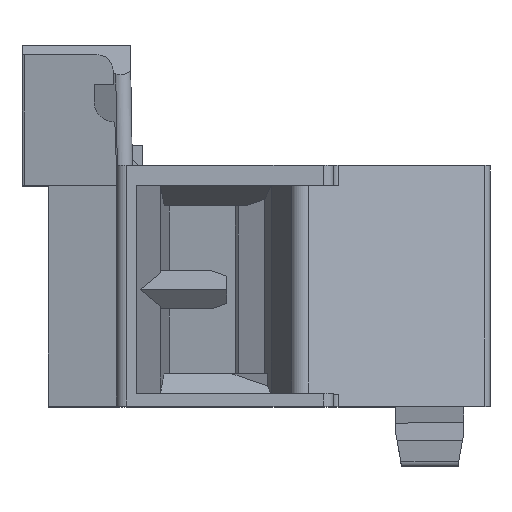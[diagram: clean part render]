
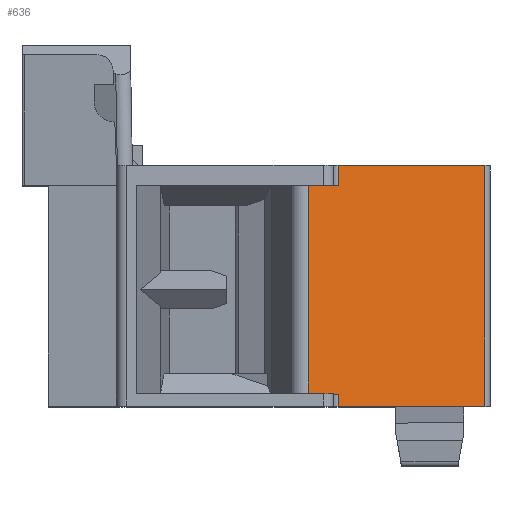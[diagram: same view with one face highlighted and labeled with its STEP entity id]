
A CAD part, top view. The second image highlights one B-rep face of the part: STEP entity #636.
In plain terms, the highlighted planar face has unit normal (0.5, 0, 0.866).
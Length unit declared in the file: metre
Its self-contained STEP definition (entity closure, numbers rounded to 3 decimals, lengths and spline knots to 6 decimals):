
#636 = ADVANCED_FACE( 'NONE', ( #1336 ), #1337, .F. );
#1336 = FACE_OUTER_BOUND( '', #2099, .T. );
#1337 = PLANE( '', #2100 );
#2099 = EDGE_LOOP( '', ( #4068, #4069, #4070, #4071, #4072, #4073, #4074, #4075 ) );
#2100 = AXIS2_PLACEMENT_3D( '', #4076, #4077, #4078 );
#4068 = ORIENTED_EDGE( '', *, *, #4926, .T. );
#4069 = ORIENTED_EDGE( '', *, *, #5564, .T. );
#4070 = ORIENTED_EDGE( '', *, *, #5235, .F. );
#4071 = ORIENTED_EDGE( '', *, *, #5487, .F. );
#4072 = ORIENTED_EDGE( '', *, *, #5392, .F. );
#4073 = ORIENTED_EDGE( '', *, *, #4789, .F. );
#4074 = ORIENTED_EDGE( '', *, *, #5208, .F. );
#4075 = ORIENTED_EDGE( '', *, *, #5427, .F. );
#4076 = CARTESIAN_POINT( '', ( 0.034921, -0.002485, 0.0096 ) );
#4077 = DIRECTION( '', ( -0.5, 0., -0.866 ) );
#4078 = DIRECTION( '', ( -0.866, 0., 0.5 ) );
#4789 = EDGE_CURVE( 'NONE', #5801, #5797, #5803, .T. );
#4926 = EDGE_CURVE( 'NONE', #6045, #6043, #6046, .T. );
#5208 = EDGE_CURVE( 'NONE', #6499, #5801, #6501, .T. );
#5235 = EDGE_CURVE( 'NONE', #6540, #6542, #6543, .T. );
#5392 = EDGE_CURVE( 'NONE', #5797, #6755, #6756, .T. );
#5427 = EDGE_CURVE( 'NONE', #6045, #6499, #6797, .T. );
#5487 = EDGE_CURVE( 'NONE', #6755, #6540, #6871, .T. );
#5564 = EDGE_CURVE( 'NONE', #6043, #6542, #6971, .T. );
#5797 = VERTEX_POINT( 'NONE', #7278 );
#5801 = VERTEX_POINT( 'NONE', #7283 );
#5803 = LINE( '', #7285, #7286 );
#6043 = VERTEX_POINT( 'NONE', #7662 );
#6045 = VERTEX_POINT( 'NONE', #7664 );
#6046 = LINE( '', #7665, #7666 );
#6499 = VERTEX_POINT( 'NONE', #8373 );
#6501 = LINE( '', #8375, #8376 );
#6540 = VERTEX_POINT( 'NONE', #8434 );
#6542 = VERTEX_POINT( 'NONE', #8436 );
#6543 = LINE( '', #8437, #8438 );
#6755 = VERTEX_POINT( 'NONE', #8764 );
#6756 = LINE( '', #8765, #8766 );
#6797 = LINE( '', #8837, #8838 );
#6871 = LINE( '', #8962, #8963 );
#6971 = LINE( '', #9115, #9116 );
#7278 = CARTESIAN_POINT( '', ( 0.027364, -0.011385, 0.013963 ) );
#7283 = CARTESIAN_POINT( '', ( 0.027364, -0.011985, 0.013963 ) );
#7285 = CARTESIAN_POINT( '', ( 0.027364, -0.002485, 0.013963 ) );
#7286 = VECTOR( '', #9345, 1. );
#7662 = CARTESIAN_POINT( '', ( 0.027364, 0.000015, 0.013963 ) );
#7664 = CARTESIAN_POINT( '', ( 0.034671, 0.000015, 0.009744 ) );
#7665 = CARTESIAN_POINT( '', ( 0.034921, 0.000015, 0.0096 ) );
#7666 = VECTOR( '', #9470, 1. );
#8373 = CARTESIAN_POINT( '', ( 0.034671, -0.011985, 0.009744 ) );
#8375 = CARTESIAN_POINT( '', ( 0.023923, -0.011985, 0.01595 ) );
#8376 = VECTOR( '', #9744, 1. );
#8434 = CARTESIAN_POINT( '', ( 0.025876, -0.000985, 0.014822 ) );
#8436 = CARTESIAN_POINT( '', ( 0.027364, -0.000985, 0.013963 ) );
#8437 = CARTESIAN_POINT( '', ( 0.023923, -0.000985, 0.01595 ) );
#8438 = VECTOR( '', #9776, 1. );
#8764 = CARTESIAN_POINT( '', ( 0.025876, -0.011385, 0.014822 ) );
#8765 = CARTESIAN_POINT( '', ( 0.02479, -0.011385, 0.015449 ) );
#8766 = VECTOR( '', #9914, 1. );
#8837 = CARTESIAN_POINT( '', ( 0.034671, -0.002485, 0.009744 ) );
#8838 = VECTOR( '', #9941, 1. );
#8962 = CARTESIAN_POINT( '', ( 0.025876, -0.002485, 0.014822 ) );
#8963 = VECTOR( '', #9982, 1. );
#9115 = CARTESIAN_POINT( '', ( 0.027364, -0.042361, 0.013963 ) );
#9116 = VECTOR( '', #10043, 1. );
#9345 = DIRECTION( '', ( 0., 1., 0. ) );
#9470 = DIRECTION( '', ( -0.866, 0., 0.5 ) );
#9744 = DIRECTION( '', ( -0.866, 0., 0.5 ) );
#9776 = DIRECTION( '', ( 0.866, 0., -0.5 ) );
#9914 = DIRECTION( '', ( -0.866, 0., 0.5 ) );
#9941 = DIRECTION( '', ( 0., -1., 0. ) );
#9982 = DIRECTION( '', ( 0., 1., 0. ) );
#10043 = DIRECTION( '', ( 0., -1., 0. ) );
